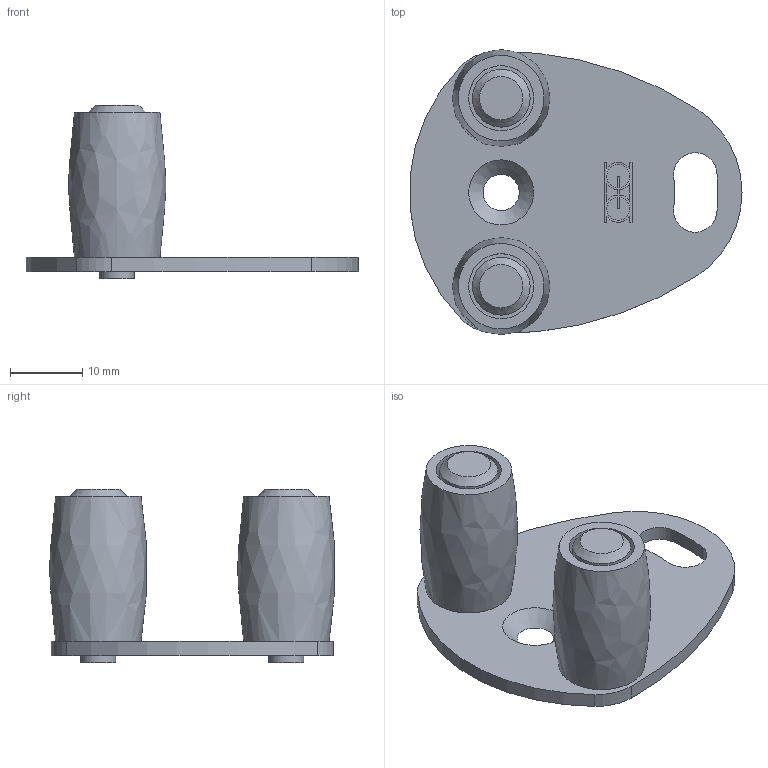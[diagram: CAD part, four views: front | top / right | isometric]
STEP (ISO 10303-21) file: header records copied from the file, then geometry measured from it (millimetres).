
FILE_DESCRIPTION(/* description */ (''),/* implementation_level */ '2;1');
FILE_NAME(/* name */ '1112_2.stp',/* time_stamp */ '2019-08-16T09:52:36+02:00',/* author */ ('Giuliano'),/* organization */ (''),/* preprocessor_version */ 'ST-DEVELOPER v17.2',/* originating_system */ 'Autodesk Inventor 2019',/* authorisation */ '');
FILE_SCHEMA (('AUTOMOTIVE_DESIGN { 1 0 10303 214 3 1 1 }'));
Length unit declared in the file: millimetre
Products named in the file (4): 1112_2; 18567; 14516; 14166
Assembly tree (5 placements, depth 2):
  1112_2
    18567
    14516  x2
    14166  x2
Bounding box: 45.91 x 39.41 x 24 mm (x, y, z)
Volume: 7771.2 mm3; surface area: 6887.5 mm2
Topology: 5 solids, 5 shells, 76 faces, 191 edges, 136 vertices
Faces by surface type: plane 41, cylinder 30, cone 3, bspline 2
Full cylindrical faces by diameter (mm): 4.8 x2, 5 x2, 6 x2, 6.2 x2, 8 x2, 9 x2
Entity records: 2154 total; most frequent: DIRECTION 371, CARTESIAN_POINT 367, ORIENTED_EDGE 318, EDGE_CURVE 159, AXIS2_PLACEMENT_3D 142, VERTEX_POINT 111, LINE 87, VECTOR 87
